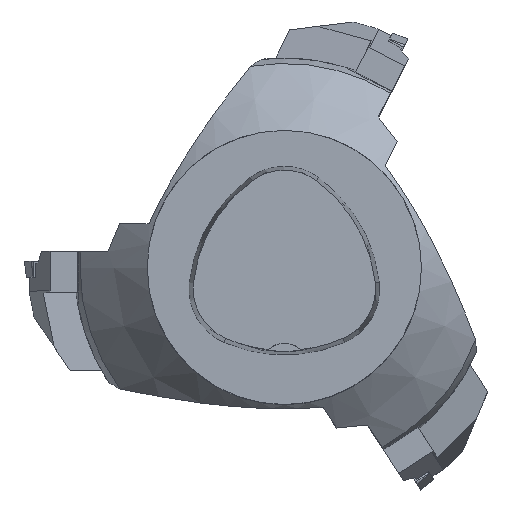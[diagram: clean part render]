
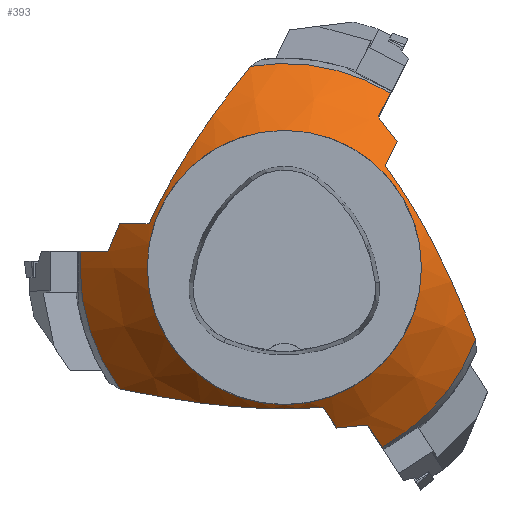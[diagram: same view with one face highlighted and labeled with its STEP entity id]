
A CAD part, top view. The second image highlights one B-rep face of the part: STEP entity #393.
In plain terms, the highlighted conical face has half-angle 45 degrees and reference radius 59.592 mm.
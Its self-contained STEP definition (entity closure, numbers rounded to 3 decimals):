
#249=B_SPLINE_CURVE_WITH_KNOTS('',3,(#2978,#2979,#2980,#2981),
 .UNSPECIFIED.,.F.,.F.,(4,4),(0.,1.),.UNSPECIFIED.);
#250=B_SPLINE_CURVE_WITH_KNOTS('',3,(#2984,#2985,#2986,#2987),
 .UNSPECIFIED.,.F.,.F.,(4,4),(0.,1.),.UNSPECIFIED.);
#251=B_SPLINE_CURVE_WITH_KNOTS('',3,(#2988,#2989,#2990,#2991,#2992,#2993,
#2994,#2995,#2996,#2997),.UNSPECIFIED.,.F.,.F.,(4,2,2,2,4),(0.,0.25,0.5,
0.75,1.),.UNSPECIFIED.);
#252=B_SPLINE_CURVE_WITH_KNOTS('',3,(#2999,#3000,#3001,#3002),
 .UNSPECIFIED.,.F.,.F.,(4,4),(0.,1.),.UNSPECIFIED.);
#253=B_SPLINE_CURVE_WITH_KNOTS('',3,(#3004,#3005,#3006,#3007),
 .UNSPECIFIED.,.F.,.F.,(4,4),(0.,1.),.UNSPECIFIED.);
#254=B_SPLINE_CURVE_WITH_KNOTS('',3,(#3009,#3010,#3011,#3012),
 .UNSPECIFIED.,.F.,.F.,(4,4),(0.,1.),.UNSPECIFIED.);
#255=B_SPLINE_CURVE_WITH_KNOTS('',3,(#3013,#3014,#3015,#3016,#3017,#3018,
#3019,#3020,#3021,#3022),.UNSPECIFIED.,.F.,.F.,(4,2,2,2,4),(0.,0.125,0.25,
0.5,1.),.UNSPECIFIED.);
#256=B_SPLINE_CURVE_WITH_KNOTS('',3,(#3024,#3025,#3026,#3027),
 .UNSPECIFIED.,.F.,.F.,(4,4),(0.,1.),.UNSPECIFIED.);
#257=B_SPLINE_CURVE_WITH_KNOTS('',3,(#3029,#3030,#3031,#3032),
 .UNSPECIFIED.,.F.,.F.,(4,4),(0.,1.),.UNSPECIFIED.);
#258=B_SPLINE_CURVE_WITH_KNOTS('',3,(#3034,#3035,#3036,#3037),
 .UNSPECIFIED.,.F.,.F.,(4,4),(0.,1.),.UNSPECIFIED.);
#259=B_SPLINE_CURVE_WITH_KNOTS('',3,(#3038,#3039,#3040,#3041,#3042,#3043,
#3044,#3045),.UNSPECIFIED.,.F.,.F.,(4,2,2,4),(0.,0.25,0.5,1.),
 .UNSPECIFIED.);
#260=B_SPLINE_CURVE_WITH_KNOTS('',3,(#3047,#3048,#3049,#3050),
 .UNSPECIFIED.,.F.,.F.,(4,4),(0.,1.),.UNSPECIFIED.);
#271=CONICAL_SURFACE('',#2117,59.592,45.);
#393=ADVANCED_FACE('',(#531,#532),#271,.T.);
#477=CIRCLE('',#2053,40.);
#497=CIRCLE('',#2109,59.592);
#498=CIRCLE('',#2112,59.592);
#499=CIRCLE('',#2115,59.592);
#531=FACE_BOUND('',#596,.T.);
#532=FACE_BOUND('',#597,.T.);
#596=EDGE_LOOP('',(#833,#834,#835,#836,#837,#838,#839,#840,#841,#842,#843,
#844,#845,#846,#847));
#597=EDGE_LOOP('',(#848));
#833=ORIENTED_EDGE('',*,*,#1442,.T.);
#834=ORIENTED_EDGE('',*,*,#1443,.T.);
#835=ORIENTED_EDGE('',*,*,#1431,.T.);
#836=ORIENTED_EDGE('',*,*,#1444,.F.);
#837=ORIENTED_EDGE('',*,*,#1445,.F.);
#838=ORIENTED_EDGE('',*,*,#1446,.T.);
#839=ORIENTED_EDGE('',*,*,#1447,.T.);
#840=ORIENTED_EDGE('',*,*,#1439,.T.);
#841=ORIENTED_EDGE('',*,*,#1448,.F.);
#842=ORIENTED_EDGE('',*,*,#1449,.F.);
#843=ORIENTED_EDGE('',*,*,#1450,.T.);
#844=ORIENTED_EDGE('',*,*,#1451,.T.);
#845=ORIENTED_EDGE('',*,*,#1435,.T.);
#846=ORIENTED_EDGE('',*,*,#1452,.F.);
#847=ORIENTED_EDGE('',*,*,#1453,.F.);
#848=ORIENTED_EDGE('',*,*,#1385,.F.);
#1216=VERTEX_POINT('',#2816);
#1245=VERTEX_POINT('',#2922);
#1246=VERTEX_POINT('',#2924);
#1248=VERTEX_POINT('',#2943);
#1249=VERTEX_POINT('',#2945);
#1251=VERTEX_POINT('',#2961);
#1252=VERTEX_POINT('',#2963);
#1254=VERTEX_POINT('',#2982);
#1255=VERTEX_POINT('',#2983);
#1256=VERTEX_POINT('',#2998);
#1257=VERTEX_POINT('',#3003);
#1258=VERTEX_POINT('',#3008);
#1259=VERTEX_POINT('',#3023);
#1260=VERTEX_POINT('',#3028);
#1261=VERTEX_POINT('',#3033);
#1262=VERTEX_POINT('',#3046);
#1385=EDGE_CURVE('',#1216,#1216,#477,.T.);
#1431=EDGE_CURVE('',#1246,#1245,#497,.T.);
#1435=EDGE_CURVE('',#1249,#1248,#498,.T.);
#1439=EDGE_CURVE('',#1252,#1251,#499,.T.);
#1442=EDGE_CURVE('',#1254,#1255,#249,.T.);
#1443=EDGE_CURVE('',#1255,#1246,#250,.T.);
#1444=EDGE_CURVE('',#1256,#1245,#251,.T.);
#1445=EDGE_CURVE('',#1257,#1256,#252,.T.);
#1446=EDGE_CURVE('',#1257,#1258,#253,.T.);
#1447=EDGE_CURVE('',#1258,#1252,#254,.T.);
#1448=EDGE_CURVE('',#1259,#1251,#255,.T.);
#1449=EDGE_CURVE('',#1260,#1259,#256,.T.);
#1450=EDGE_CURVE('',#1260,#1261,#257,.T.);
#1451=EDGE_CURVE('',#1261,#1249,#258,.T.);
#1452=EDGE_CURVE('',#1262,#1248,#259,.T.);
#1453=EDGE_CURVE('',#1254,#1262,#260,.T.);
#2053=AXIS2_PLACEMENT_3D('',#2815,#2268,#2269);
#2109=AXIS2_PLACEMENT_3D('',#2923,#2394,#2395);
#2112=AXIS2_PLACEMENT_3D('',#2944,#2400,#2401);
#2115=AXIS2_PLACEMENT_3D('',#2962,#2406,#2407);
#2117=AXIS2_PLACEMENT_3D('',#3051,#2410,#2411);
#2268=DIRECTION('',(0.,0.,1.));
#2269=DIRECTION('',(1.,0.,0.));
#2394=DIRECTION('',(0.,0.,1.));
#2395=DIRECTION('',(1.,0.,0.));
#2400=DIRECTION('',(0.,0.,1.));
#2401=DIRECTION('',(1.,0.,0.));
#2406=DIRECTION('',(0.,0.,1.));
#2407=DIRECTION('',(1.,0.,0.));
#2410=DIRECTION('',(0.,0.,-1.));
#2411=DIRECTION('',(-1.,0.,0.));
#2815=CARTESIAN_POINT('',(0.,0.,-36.408));
#2816=CARTESIAN_POINT('',(40.,0.,-36.408));
#2922=CARTESIAN_POINT('',(-48.007,-35.306,-56.));
#2923=CARTESIAN_POINT('',(0.,0.,-56.));
#2924=CARTESIAN_POINT('',(-59.413,4.618,-56.));
#2943=CARTESIAN_POINT('',(-9.868,58.77,-56.));
#2944=CARTESIAN_POINT('',(0.,0.,-56.));
#2945=CARTESIAN_POINT('',(30.91,50.949,-56.));
#2961=CARTESIAN_POINT('',(55.794,-20.936,-56.));
#2962=CARTESIAN_POINT('',(0.,0.,-56.));
#2963=CARTESIAN_POINT('',(28.577,-52.293,-56.));
#2978=CARTESIAN_POINT('',(-48.033,12.803,-46.117));
#2979=CARTESIAN_POINT('',(-49.251,10.061,-46.588));
#2980=CARTESIAN_POINT('',(-50.394,7.332,-47.255));
#2981=CARTESIAN_POINT('',(-51.471,4.618,-48.086));
#2982=CARTESIAN_POINT('',(-48.033,12.803,-46.117));
#2983=CARTESIAN_POINT('',(-51.471,4.618,-48.086));
#2984=CARTESIAN_POINT('',(-51.471,4.618,-48.086));
#2985=CARTESIAN_POINT('',(-54.119,4.618,-50.723));
#2986=CARTESIAN_POINT('',(-56.766,4.618,-53.361));
#2987=CARTESIAN_POINT('',(-59.413,4.618,-56.));
#2988=CARTESIAN_POINT('',(11.297,-40.76,-38.704));
#2989=CARTESIAN_POINT('',(6.097,-41.096,-37.639));
#2990=CARTESIAN_POINT('',(0.731,-41.209,-37.278));
#2991=CARTESIAN_POINT('',(-9.947,-40.923,-38.185));
#2992=CARTESIAN_POINT('',(-15.105,-40.538,-39.407));
#2993=CARTESIAN_POINT('',(-25.165,-39.425,-42.938));
#2994=CARTESIAN_POINT('',(-29.965,-38.711,-45.202));
#2995=CARTESIAN_POINT('',(-39.197,-37.12,-50.247));
#2996=CARTESIAN_POINT('',(-43.65,-36.239,-53.042));
#2997=CARTESIAN_POINT('',(-48.007,-35.306,-56.));
#2998=CARTESIAN_POINT('',(11.297,-40.76,-38.704));
#2999=CARTESIAN_POINT('',(15.203,-46.752,-45.57));
#3000=CARTESIAN_POINT('',(13.905,-44.761,-43.274));
#3001=CARTESIAN_POINT('',(12.603,-42.764,-40.984));
#3002=CARTESIAN_POINT('',(11.297,-40.76,-38.704));
#3003=CARTESIAN_POINT('',(15.203,-46.752,-45.57));
#3004=CARTESIAN_POINT('',(15.203,-46.752,-45.57));
#3005=CARTESIAN_POINT('',(18.327,-46.518,-46.313));
#3006=CARTESIAN_POINT('',(21.39,-46.22,-47.259));
#3007=CARTESIAN_POINT('',(24.391,-45.872,-48.361));
#3008=CARTESIAN_POINT('',(24.391,-45.872,-48.361));
#3009=CARTESIAN_POINT('',(24.391,-45.872,-48.361));
#3010=CARTESIAN_POINT('',(25.787,-48.013,-50.907));
#3011=CARTESIAN_POINT('',(27.182,-50.153,-53.453));
#3012=CARTESIAN_POINT('',(28.577,-52.293,-56.));
#3013=CARTESIAN_POINT('',(29.393,29.802,-38.266));
#3014=CARTESIAN_POINT('',(30.875,27.765,-37.856));
#3015=CARTESIAN_POINT('',(32.326,25.679,-37.612));
#3016=CARTESIAN_POINT('',(35.162,21.401,-37.49));
#3017=CARTESIAN_POINT('',(36.553,19.194,-37.616));
#3018=CARTESIAN_POINT('',(40.489,12.634,-38.519));
#3019=CARTESIAN_POINT('',(42.843,8.279,-39.809));
#3020=CARTESIAN_POINT('',(49.332,-4.753,-45.138));
#3021=CARTESIAN_POINT('',(52.719,-12.934,-50.31));
#3022=CARTESIAN_POINT('',(55.794,-20.936,-56.));
#3023=CARTESIAN_POINT('',(29.393,29.802,-38.266));
#3024=CARTESIAN_POINT('',(32.948,36.839,-45.831));
#3025=CARTESIAN_POINT('',(31.767,34.501,-43.301));
#3026=CARTESIAN_POINT('',(30.582,32.156,-40.777));
#3027=CARTESIAN_POINT('',(29.393,29.802,-38.266));
#3028=CARTESIAN_POINT('',(32.948,36.839,-45.831));
#3029=CARTESIAN_POINT('',(32.948,36.839,-45.831));
#3030=CARTESIAN_POINT('',(31.114,39.299,-46.442));
#3031=CARTESIAN_POINT('',(29.26,41.675,-47.252));
#3032=CARTESIAN_POINT('',(27.391,43.983,-48.222));
#3033=CARTESIAN_POINT('',(27.391,43.983,-48.222));
#3034=CARTESIAN_POINT('',(27.391,43.983,-48.222));
#3035=CARTESIAN_POINT('',(28.564,46.305,-50.814));
#3036=CARTESIAN_POINT('',(29.737,48.627,-53.407));
#3037=CARTESIAN_POINT('',(30.91,50.949,-56.));
#3038=CARTESIAN_POINT('',(-39.478,12.803,-37.91));
#3039=CARTESIAN_POINT('',(-37.451,17.214,-37.342));
#3040=CARTESIAN_POINT('',(-35.159,21.685,-37.437));
#3041=CARTESIAN_POINT('',(-30.374,30.122,-38.916));
#3042=CARTESIAN_POINT('',(-27.866,34.14,-40.27));
#3043=CARTESIAN_POINT('',(-20.172,45.655,-45.587));
#3044=CARTESIAN_POINT('',(-15.023,52.377,-50.549));
#3045=CARTESIAN_POINT('',(-9.868,58.77,-56.));
#3046=CARTESIAN_POINT('',(-39.478,12.803,-37.91));
#3047=CARTESIAN_POINT('',(-48.033,12.803,-46.117));
#3048=CARTESIAN_POINT('',(-45.191,12.803,-43.371));
#3049=CARTESIAN_POINT('',(-42.341,12.803,-40.634));
#3050=CARTESIAN_POINT('',(-39.478,12.803,-37.91));
#3051=CARTESIAN_POINT('',(0.,0.,-56.));
